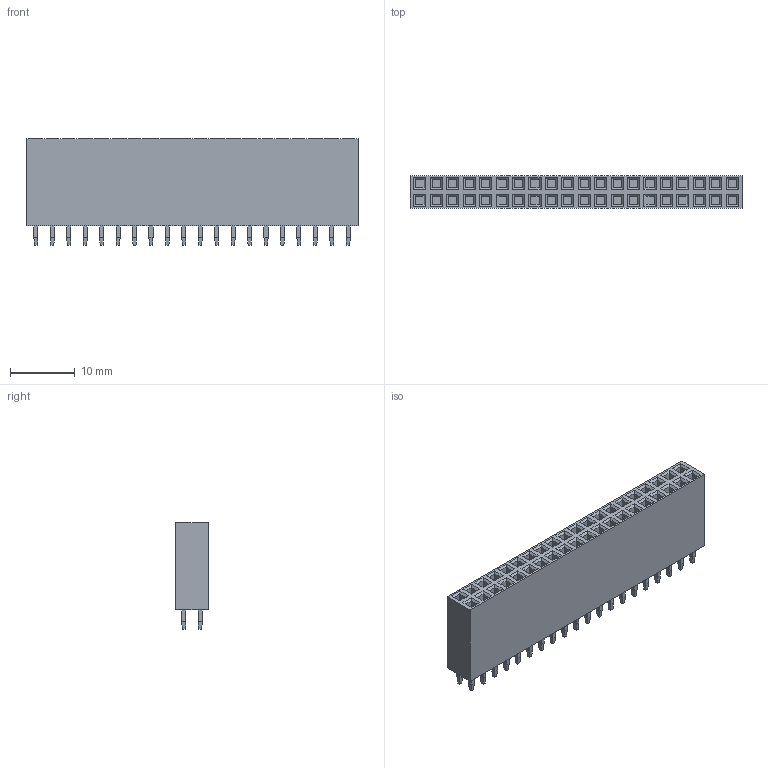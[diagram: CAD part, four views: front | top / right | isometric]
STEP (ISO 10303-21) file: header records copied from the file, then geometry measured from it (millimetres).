
FILE_DESCRIPTION(('FreeCAD Model'),'2;1');
FILE_NAME('Open CASCADE Shape Model','2024-06-05T17:13:45',(''),(''), 'Open CASCADE STEP processor 7.7','FreeCAD','Unknown');
FILE_SCHEMA(('AUTOMOTIVE_DESIGN { 1 0 10303 214 1 1 1 1 }'));
Length unit declared in the file: millimetre
Products named in the file (1): LinearPattern001
Bounding box: 51.3 x 5 x 16.5 mm (x, y, z)
Volume: 2947.4 mm3; surface area: 4010.3 mm2
Topology: 1 solids, 1 shells, 726 faces, 1612 edges, 968 vertices
Faces by surface type: plane 726
Entity records: 24302 total; most frequent: CARTESIAN_POINT 3307, ORIENTED_EDGE 3224, DIRECTION 3066, EDGE_CURVE 1612, LINE 1612, VECTOR 1612, VERTEX_POINT 968, FACE_BOUND 806
